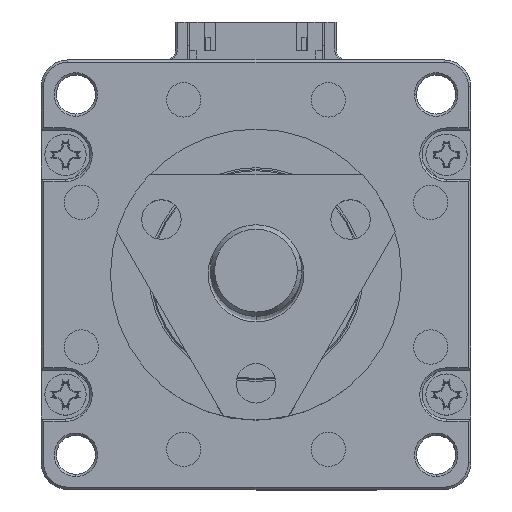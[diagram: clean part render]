
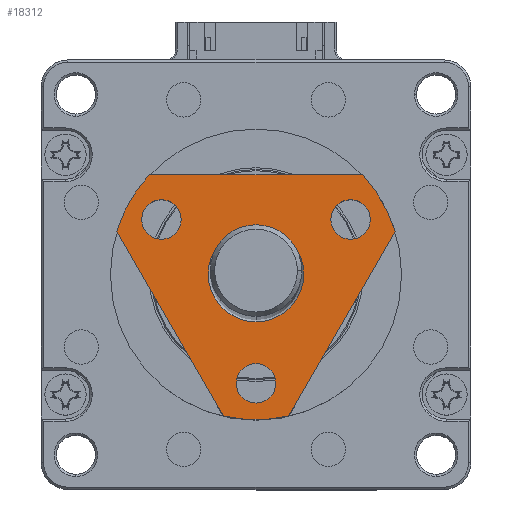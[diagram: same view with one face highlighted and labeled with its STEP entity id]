
A CAD part, top view. The second image highlights one B-rep face of the part: STEP entity #18312.
In plain terms, the highlighted planar face has unit normal (0, 0, 1).
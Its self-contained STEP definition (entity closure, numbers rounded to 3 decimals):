
#4 = AXIS2_PLACEMENT_3D ( 'NONE', #22075, #24106, #1262 ) ;
#110 = EDGE_CURVE ( 'NONE', #13762, #23639, #21918, .T. ) ;
#153 = AXIS2_PLACEMENT_3D ( 'NONE', #3445, #22182, #16621 ) ;
#431 = DIRECTION ( 'NONE',  ( 0., 0., -1. ) ) ;
#552 = EDGE_CURVE ( 'NONE', #14938, #11136, #17202, .T. ) ;
#889 = EDGE_CURVE ( 'NONE', #5277, #20655, #15126, .T. ) ;
#961 = CARTESIAN_POINT ( 'NONE',  ( 18.221, 5.559, 40.4 ) ) ;
#1064 = CARTESIAN_POINT ( 'NONE',  ( 4.296, -18.559, 40.4 ) ) ;
#1080 = CARTESIAN_POINT ( 'NONE',  ( 0., 0., 40.4 ) ) ;
#1117 = ORIENTED_EDGE ( 'NONE', *, *, #15719, .F. ) ;
#1262 = DIRECTION ( 'NONE',  ( 0., -1., 0. ) ) ;
#1299 = CIRCLE ( 'NONE', #4157, 2.58 ) ;
#1529 = CARTESIAN_POINT ( 'NONE',  ( -4.296, -18.559, 40.4 ) ) ;
#1902 = CIRCLE ( 'NONE', #4, 19.05 ) ;
#2365 = VERTEX_POINT ( 'NONE', #1064 ) ;
#2399 = AXIS2_PLACEMENT_3D ( 'NONE', #21085, #431, #19096 ) ;
#2566 = FACE_BOUND ( 'NONE', #5113, .T. ) ;
#2610 = DIRECTION ( 'NONE',  ( 0., 0., 1. ) ) ;
#2623 = AXIS2_PLACEMENT_3D ( 'NONE', #17301, #15636, #21021 ) ;
#2641 = EDGE_CURVE ( 'NONE', #5851, #4079, #18342, .T. ) ;
#2684 = CIRCLE ( 'NONE', #21650, 2.58 ) ;
#3325 = DIRECTION ( 'NONE',  ( 0., 0., -1. ) ) ;
#3445 = CARTESIAN_POINT ( 'NONE',  ( 0., 0., 40.4 ) ) ;
#3666 = CARTESIAN_POINT ( 'NONE',  ( 12.376, 7.145, 40.4 ) ) ;
#3826 = AXIS2_PLACEMENT_3D ( 'NONE', #1080, #14185, #10768 ) ;
#3908 = DIRECTION ( 'NONE',  ( 0., 0., 1. ) ) ;
#4056 = ORIENTED_EDGE ( 'NONE', *, *, #8091, .F. ) ;
#4079 = VERTEX_POINT ( 'NONE', #5832 ) ;
#4157 = AXIS2_PLACEMENT_3D ( 'NONE', #8024, #2610, #15620 ) ;
#4329 = FACE_BOUND ( 'NONE', #16028, .T. ) ;
#4387 = VECTOR ( 'NONE', #9241, 1000. ) ;
#4519 = CIRCLE ( 'NONE', #17004, 19.05 ) ;
#5082 = DIRECTION ( 'NONE',  ( 0., 0., -1. ) ) ;
#5113 = EDGE_LOOP ( 'NONE', ( #7467, #12993 ) ) ;
#5277 = VERTEX_POINT ( 'NONE', #5992 ) ;
#5299 = EDGE_CURVE ( 'NONE', #13279, #5851, #7566, .T. ) ;
#5553 = LINE ( 'NONE', #961, #14665 ) ;
#5765 = CARTESIAN_POINT ( 'NONE',  ( -18.221, 5.559, 40.4 ) ) ;
#5829 = DIRECTION ( 'NONE',  ( 1., 0., 0. ) ) ;
#5832 = CARTESIAN_POINT ( 'NONE',  ( 13.925, 13., 40.4 ) ) ;
#5851 = VERTEX_POINT ( 'NONE', #17516 ) ;
#5992 = CARTESIAN_POINT ( 'NONE',  ( -12.376, 9.725, 40.4 ) ) ;
#6062 = ORIENTED_EDGE ( 'NONE', *, *, #889, .F. ) ;
#6113 = CARTESIAN_POINT ( 'NONE',  ( -6.25, 0., 40.4 ) ) ;
#6353 = CIRCLE ( 'NONE', #3826, 6.25 ) ;
#6407 = ORIENTED_EDGE ( 'NONE', *, *, #21959, .F. ) ;
#6448 = LINE ( 'NONE', #1529, #4387 ) ;
#6483 = VERTEX_POINT ( 'NONE', #19690 ) ;
#6783 = CARTESIAN_POINT ( 'NONE',  ( -12.376, 7.145, 40.4 ) ) ;
#7085 = VERTEX_POINT ( 'NONE', #22052 ) ;
#7109 = EDGE_CURVE ( 'NONE', #23639, #13762, #6353, .T. ) ;
#7113 = DIRECTION ( 'NONE',  ( 0., -1., 0. ) ) ;
#7318 = DIRECTION ( 'NONE',  ( 0., 0., 1. ) ) ;
#7467 = ORIENTED_EDGE ( 'NONE', *, *, #552, .F. ) ;
#7566 = CIRCLE ( 'NONE', #2399, 19.05 ) ;
#7928 = EDGE_CURVE ( 'NONE', #20655, #5277, #1299, .T. ) ;
#8024 = CARTESIAN_POINT ( 'NONE',  ( -12.376, 7.145, 40.4 ) ) ;
#8091 = EDGE_CURVE ( 'NONE', #4079, #7085, #1902, .T. ) ;
#8764 = AXIS2_PLACEMENT_3D ( 'NONE', #24244, #7318, #24318 ) ;
#8765 = AXIS2_PLACEMENT_3D ( 'NONE', #3666, #3908, #13188 ) ;
#8880 = DIRECTION ( 'NONE',  ( 0., -1., 0. ) ) ;
#8901 = CARTESIAN_POINT ( 'NONE',  ( 0., 0., 40.4 ) ) ;
#8944 = CARTESIAN_POINT ( 'NONE',  ( 6.25, 0., 40.4 ) ) ;
#9241 = DIRECTION ( 'NONE',  ( -0.5, 0.866, 0. ) ) ;
#9258 = CARTESIAN_POINT ( 'NONE',  ( 0., -14.29, 40.4 ) ) ;
#9523 = AXIS2_PLACEMENT_3D ( 'NONE', #6783, #24161, #14735 ) ;
#9745 = ORIENTED_EDGE ( 'NONE', *, *, #23194, .F. ) ;
#9911 = CARTESIAN_POINT ( 'NONE',  ( 12.376, 9.725, 40.4 ) ) ;
#10023 = VERTEX_POINT ( 'NONE', #11263 ) ;
#10268 = EDGE_LOOP ( 'NONE', ( #6062, #21700 ) ) ;
#10502 = AXIS2_PLACEMENT_3D ( 'NONE', #8901, #5082, #7113 ) ;
#10768 = DIRECTION ( 'NONE',  ( 1., 0., 0. ) ) ;
#10865 = ORIENTED_EDGE ( 'NONE', *, *, #15827, .F. ) ;
#11121 = AXIS2_PLACEMENT_3D ( 'NONE', #17174, #11276, #15251 ) ;
#11136 = VERTEX_POINT ( 'NONE', #17528 ) ;
#11150 = DIRECTION ( 'NONE',  ( 0., 0., 1. ) ) ;
#11263 = CARTESIAN_POINT ( 'NONE',  ( -4.296, -18.559, 40.4 ) ) ;
#11276 = DIRECTION ( 'NONE',  ( 0., 0., 1. ) ) ;
#11729 = ORIENTED_EDGE ( 'NONE', *, *, #110, .F. ) ;
#11808 = EDGE_CURVE ( 'NONE', #2365, #24408, #4519, .T. ) ;
#12442 = CIRCLE ( 'NONE', #2623, 2.58 ) ;
#12993 = ORIENTED_EDGE ( 'NONE', *, *, #23876, .F. ) ;
#13188 = DIRECTION ( 'NONE',  ( 0., 1., 0. ) ) ;
#13279 = VERTEX_POINT ( 'NONE', #5765 ) ;
#13762 = VERTEX_POINT ( 'NONE', #8944 ) ;
#14185 = DIRECTION ( 'NONE',  ( 0., 0., 1. ) ) ;
#14348 = FACE_BOUND ( 'NONE', #10268, .T. ) ;
#14413 = CARTESIAN_POINT ( 'NONE',  ( 0., 0., 40.4 ) ) ;
#14611 = CARTESIAN_POINT ( 'NONE',  ( 0., -19.05, 40.4 ) ) ;
#14665 = VECTOR ( 'NONE', #15810, 1000. ) ;
#14735 = DIRECTION ( 'NONE',  ( 0., 1., 0. ) ) ;
#14910 = ORIENTED_EDGE ( 'NONE', *, *, #22510, .F. ) ;
#14938 = VERTEX_POINT ( 'NONE', #15594 ) ;
#15126 = CIRCLE ( 'NONE', #9523, 2.58 ) ;
#15215 = FACE_BOUND ( 'NONE', #23083, .T. ) ;
#15251 = DIRECTION ( 'NONE',  ( 0., 1., 0. ) ) ;
#15594 = CARTESIAN_POINT ( 'NONE',  ( 0., -11.71, 40.4 ) ) ;
#15620 = DIRECTION ( 'NONE',  ( 0., 1., 0. ) ) ;
#15636 = DIRECTION ( 'NONE',  ( 0., 0., 1. ) ) ;
#15668 = ORIENTED_EDGE ( 'NONE', *, *, #11808, .F. ) ;
#15719 = EDGE_CURVE ( 'NONE', #7085, #2365, #5553, .T. ) ;
#15810 = DIRECTION ( 'NONE',  ( -0.5, -0.866, 0. ) ) ;
#15827 = EDGE_CURVE ( 'NONE', #10023, #13279, #6448, .T. ) ;
#15936 = CIRCLE ( 'NONE', #8765, 2.58 ) ;
#16028 = EDGE_LOOP ( 'NONE', ( #11729, #21741 ) ) ;
#16621 = DIRECTION ( 'NONE',  ( 0., 1., 0. ) ) ;
#17004 = AXIS2_PLACEMENT_3D ( 'NONE', #14413, #3325, #8880 ) ;
#17174 = CARTESIAN_POINT ( 'NONE',  ( 0., -14.29, 40.4 ) ) ;
#17202 = CIRCLE ( 'NONE', #11121, 2.58 ) ;
#17301 = CARTESIAN_POINT ( 'NONE',  ( 12.376, 7.145, 40.4 ) ) ;
#17516 = CARTESIAN_POINT ( 'NONE',  ( -13.925, 13., 40.4 ) ) ;
#17528 = CARTESIAN_POINT ( 'NONE',  ( 0., -16.87, 40.4 ) ) ;
#17618 = FACE_OUTER_BOUND ( 'NONE', #18228, .T. ) ;
#18228 = EDGE_LOOP ( 'NONE', ( #18982, #10865, #14910, #15668, #1117, #4056, #18749 ) ) ;
#18312 = ADVANCED_FACE ( 'NONE', ( #4329, #14348, #15215, #2566, #17618 ), #24223, .F. ) ;
#18342 = LINE ( 'NONE', #19111, #23939 ) ;
#18749 = ORIENTED_EDGE ( 'NONE', *, *, #2641, .F. ) ;
#18982 = ORIENTED_EDGE ( 'NONE', *, *, #5299, .F. ) ;
#19096 = DIRECTION ( 'NONE',  ( 0., -1., 0. ) ) ;
#19111 = CARTESIAN_POINT ( 'NONE',  ( 0., 13., 40.4 ) ) ;
#19166 = CARTESIAN_POINT ( 'NONE',  ( -12.376, 4.565, 40.4 ) ) ;
#19199 = DIRECTION ( 'NONE',  ( 0., 1., 0. ) ) ;
#19690 = CARTESIAN_POINT ( 'NONE',  ( 12.376, 4.565, 40.4 ) ) ;
#20385 = CIRCLE ( 'NONE', #10502, 19.05 ) ;
#20655 = VERTEX_POINT ( 'NONE', #19166 ) ;
#21021 = DIRECTION ( 'NONE',  ( 0., 1., 0. ) ) ;
#21085 = CARTESIAN_POINT ( 'NONE',  ( 0., 0., 40.4 ) ) ;
#21650 = AXIS2_PLACEMENT_3D ( 'NONE', #9258, #11150, #19199 ) ;
#21700 = ORIENTED_EDGE ( 'NONE', *, *, #7928, .F. ) ;
#21741 = ORIENTED_EDGE ( 'NONE', *, *, #7109, .F. ) ;
#21918 = CIRCLE ( 'NONE', #8764, 6.25 ) ;
#21959 = EDGE_CURVE ( 'NONE', #6483, #22017, #12442, .T. ) ;
#22017 = VERTEX_POINT ( 'NONE', #9911 ) ;
#22052 = CARTESIAN_POINT ( 'NONE',  ( 18.221, 5.559, 40.4 ) ) ;
#22075 = CARTESIAN_POINT ( 'NONE',  ( 0., 0., 40.4 ) ) ;
#22182 = DIRECTION ( 'NONE',  ( 0., 0., -1. ) ) ;
#22510 = EDGE_CURVE ( 'NONE', #24408, #10023, #20385, .T. ) ;
#23083 = EDGE_LOOP ( 'NONE', ( #9745, #6407 ) ) ;
#23194 = EDGE_CURVE ( 'NONE', #22017, #6483, #15936, .T. ) ;
#23639 = VERTEX_POINT ( 'NONE', #6113 ) ;
#23876 = EDGE_CURVE ( 'NONE', #11136, #14938, #2684, .T. ) ;
#23939 = VECTOR ( 'NONE', #5829, 1000. ) ;
#24106 = DIRECTION ( 'NONE',  ( 0., 0., -1. ) ) ;
#24161 = DIRECTION ( 'NONE',  ( 0., 0., 1. ) ) ;
#24223 = PLANE ( 'NONE',  #153 ) ;
#24244 = CARTESIAN_POINT ( 'NONE',  ( 0., 0., 40.4 ) ) ;
#24318 = DIRECTION ( 'NONE',  ( 1., 0., 0. ) ) ;
#24408 = VERTEX_POINT ( 'NONE', #14611 ) ;
